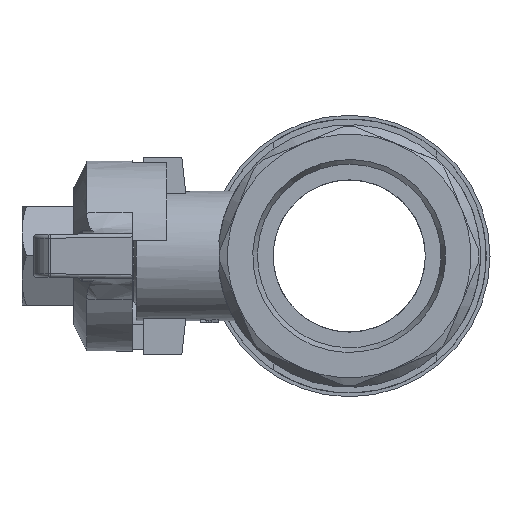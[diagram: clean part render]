
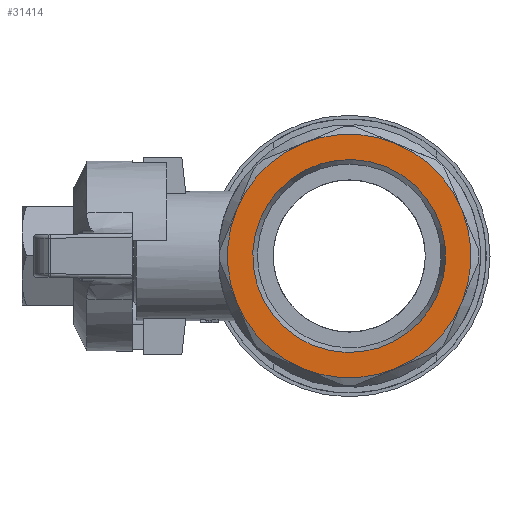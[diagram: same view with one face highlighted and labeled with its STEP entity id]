
A CAD part, left-side view. The second image highlights one B-rep face of the part: STEP entity #31414.
In plain terms, the highlighted planar face has unit normal (-1, 0, 0).
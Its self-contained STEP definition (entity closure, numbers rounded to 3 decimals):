
#8697=ORIENTED_EDGE('',*,*,#17976,.F.);
#8698=ORIENTED_EDGE('',*,*,#17977,.F.);
#8699=ORIENTED_EDGE('',*,*,#17964,.F.);
#8700=ORIENTED_EDGE('',*,*,#17914,.F.);
#8701=ORIENTED_EDGE('',*,*,#17978,.F.);
#8702=ORIENTED_EDGE('',*,*,#17979,.F.);
#8703=ORIENTED_EDGE('',*,*,#17980,.F.);
#8704=ORIENTED_EDGE('',*,*,#17981,.F.);
#8705=ORIENTED_EDGE('',*,*,#17975,.F.);
#17914=EDGE_CURVE('',#22608,#22610,#25713,.T.);
#17964=EDGE_CURVE('',#22610,#22639,#25733,.T.);
#17975=EDGE_CURVE('',#22649,#22649,#25741,.T.);
#17976=EDGE_CURVE('',#22650,#22651,#25742,.T.);
#17977=EDGE_CURVE('',#22639,#22650,#25743,.T.);
#17978=EDGE_CURVE('',#22652,#22608,#25744,.T.);
#17979=EDGE_CURVE('',#22653,#22652,#25745,.T.);
#17980=EDGE_CURVE('',#22654,#22653,#25746,.T.);
#17981=EDGE_CURVE('',#22651,#22654,#25747,.T.);
#22608=VERTEX_POINT('',#47829);
#22610=VERTEX_POINT('',#47832);
#22639=VERTEX_POINT('',#48074);
#22649=VERTEX_POINT('',#48125);
#22650=VERTEX_POINT('',#48128);
#22651=VERTEX_POINT('',#48129);
#22652=VERTEX_POINT('',#48132);
#22653=VERTEX_POINT('',#48134);
#22654=VERTEX_POINT('',#48136);
#25713=CIRCLE('',#33332,16.);
#25733=CIRCLE('',#33371,16.);
#25741=CIRCLE('',#33385,12.68);
#25742=CIRCLE('',#33387,16.);
#25743=CIRCLE('',#33388,16.);
#25744=CIRCLE('',#33389,16.);
#25745=CIRCLE('',#33390,16.);
#25746=CIRCLE('',#33391,16.);
#25747=CIRCLE('',#33392,16.);
#26113=EDGE_LOOP('',(#8697,#8698,#8699,#8700,#8701,#8702,#8703,#8704));
#26114=EDGE_LOOP('',(#8705));
#28006=FACE_BOUND('',#26113,.T.);
#28007=FACE_BOUND('',#26114,.T.);
#29768=PLANE('',#33386);
#31414=ADVANCED_FACE('',(#28006,#28007),#29768,.F.);
#33332=AXIS2_PLACEMENT_3D('',#47831,#36677,#36678);
#33371=AXIS2_PLACEMENT_3D('',#48073,#36779,#36780);
#33385=AXIS2_PLACEMENT_3D('',#48124,#36809,#36810);
#33386=AXIS2_PLACEMENT_3D('',#48126,#36811,#36812);
#33387=AXIS2_PLACEMENT_3D('',#48127,#36813,#36814);
#33388=AXIS2_PLACEMENT_3D('',#48130,#36815,#36816);
#33389=AXIS2_PLACEMENT_3D('',#48131,#36817,#36818);
#33390=AXIS2_PLACEMENT_3D('',#48133,#36819,#36820);
#33391=AXIS2_PLACEMENT_3D('',#48135,#36821,#36822);
#33392=AXIS2_PLACEMENT_3D('',#48137,#36823,#36824);
#36677=DIRECTION('',(1.,0.,0.));
#36678=DIRECTION('',(0.,-0.924,-0.383));
#36779=DIRECTION('',(1.,0.,0.));
#36780=DIRECTION('',(0.,-0.924,-0.383));
#36809=DIRECTION('',(-1.,0.,0.));
#36810=DIRECTION('',(0.,0.924,0.383));
#36811=DIRECTION('',(1.,0.,0.));
#36812=DIRECTION('',(0.,1.,0.));
#36813=DIRECTION('',(1.,0.,0.));
#36814=DIRECTION('',(0.,-0.924,-0.383));
#36815=DIRECTION('',(1.,0.,0.));
#36816=DIRECTION('',(0.,-0.924,-0.383));
#36817=DIRECTION('',(1.,0.,0.));
#36818=DIRECTION('',(0.,-0.924,-0.383));
#36819=DIRECTION('',(1.,0.,0.));
#36820=DIRECTION('',(0.,-0.924,-0.383));
#36821=DIRECTION('',(1.,0.,0.));
#36822=DIRECTION('',(0.,-0.924,-0.383));
#36823=DIRECTION('',(1.,0.,0.));
#36824=DIRECTION('',(0.,-0.924,-0.383));
#47829=CARTESIAN_POINT('',(-34.75,14.782,6.123));
#47831=CARTESIAN_POINT('',(-34.75,0.,0.));
#47832=CARTESIAN_POINT('',(-34.75,6.123,14.782));
#48073=CARTESIAN_POINT('',(-34.75,0.,0.));
#48074=CARTESIAN_POINT('',(-34.75,-6.123,14.782));
#48124=CARTESIAN_POINT('',(-34.75,0.,0.));
#48125=CARTESIAN_POINT('',(-34.75,11.715,4.852));
#48126=CARTESIAN_POINT('',(-34.75,-7.853,-3.253));
#48127=CARTESIAN_POINT('',(-34.75,0.,0.));
#48128=CARTESIAN_POINT('',(-34.75,-14.782,6.123));
#48129=CARTESIAN_POINT('',(-34.75,-14.782,-6.123));
#48130=CARTESIAN_POINT('',(-34.75,0.,0.));
#48131=CARTESIAN_POINT('',(-34.75,0.,0.));
#48132=CARTESIAN_POINT('',(-34.75,14.782,-6.123));
#48133=CARTESIAN_POINT('',(-34.75,0.,0.));
#48134=CARTESIAN_POINT('',(-34.75,6.123,-14.782));
#48135=CARTESIAN_POINT('',(-34.75,0.,0.));
#48136=CARTESIAN_POINT('',(-34.75,-6.123,-14.782));
#48137=CARTESIAN_POINT('',(-34.75,0.,0.));
